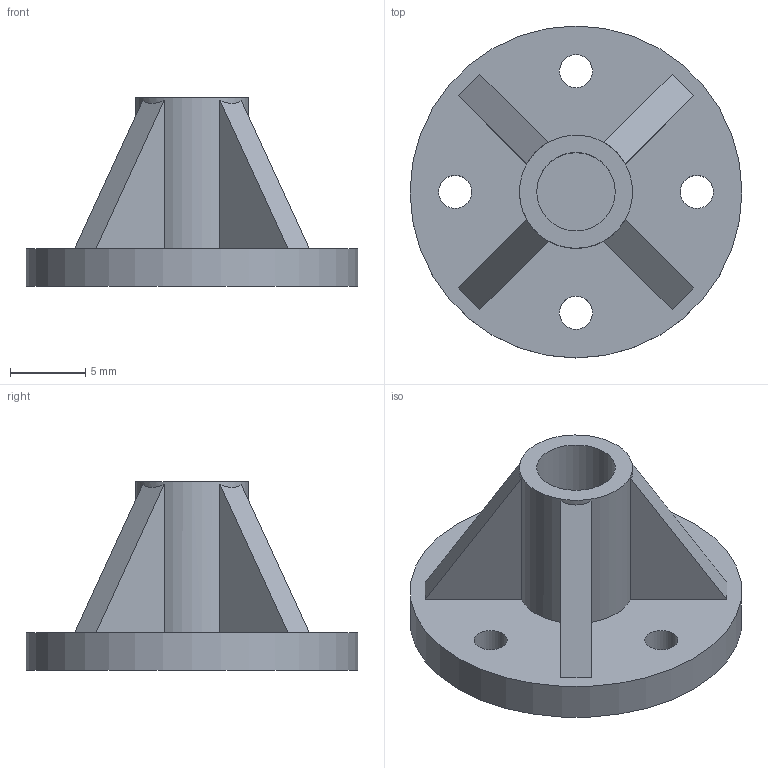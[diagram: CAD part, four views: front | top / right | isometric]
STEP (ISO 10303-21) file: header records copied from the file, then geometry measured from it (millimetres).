
FILE_DESCRIPTION(/* description */ (''),/* implementation_level */ '2;1');
FILE_NAME(/* name */ 'brio_coupler.stp',/* time_stamp */ '2022-10-24T15:26:28+02:00',/* author */ (''),/* organization */ (''),/* preprocessor_version */ 'ST-DEVELOPER v16.7',/* originating_system */ 'SIEMENS PLM Software NX 12.0',/* authorisation */ '');
FILE_SCHEMA (('AUTOMOTIVE_DESIGN { 1 0 10303 214 3 1 1 1 }'));
Length unit declared in the file: millimetre
Products named in the file (1): brio_coupler
Bounding box: 22 x 22 x 12.5 mm (x, y, z)
Volume: 1385.6 mm3; surface area: 1585.3 mm2
Topology: 1 solids, 1 shells, 23 faces, 57 edges, 38 vertices
Faces by surface type: plane 16, cylinder 7
Full cylindrical faces by diameter (mm): 2.2 x4, 5.2 x1, 7.5 x1, 22 x1
Entity records: 688 total; most frequent: DIRECTION 118, CARTESIAN_POINT 110, ORIENTED_EDGE 98, EDGE_CURVE 49, AXIS2_PLACEMENT_3D 45, EDGE_LOOP 40, VERTEX_POINT 37, LINE 28
